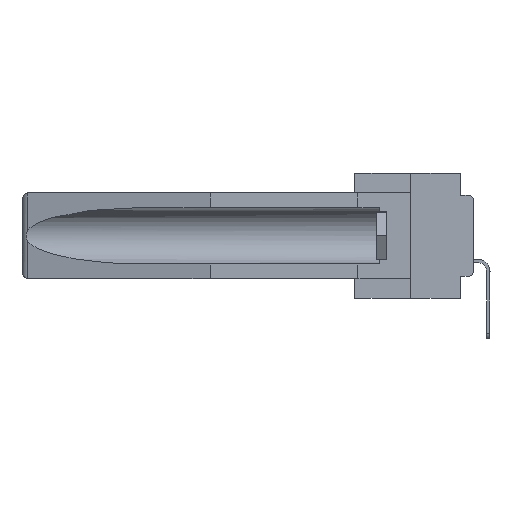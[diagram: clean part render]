
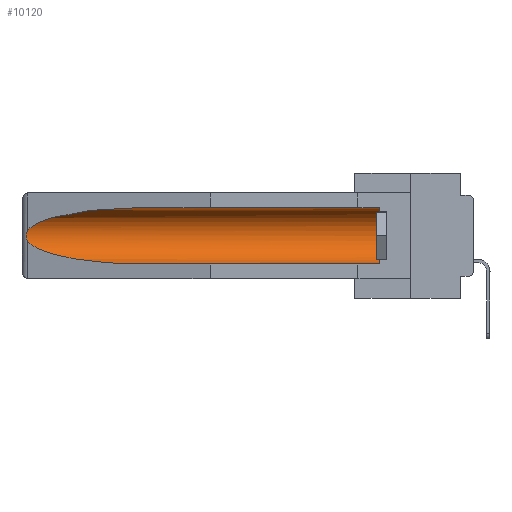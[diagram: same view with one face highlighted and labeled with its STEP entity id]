
A CAD part, left-side view. The second image highlights one B-rep face of the part: STEP entity #10120.
In plain terms, the highlighted cylindrical face has radius 2.857 mm (diameter 5.715 mm), a partial arc.
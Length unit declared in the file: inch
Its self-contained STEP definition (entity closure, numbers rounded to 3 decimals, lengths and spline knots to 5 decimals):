
#87 = VERTEX_POINT ( 'NONE', #23071 ) ;
#1153 = AXIS2_PLACEMENT_3D ( 'NONE', #9359, #20502, #9921 ) ;
#1229 = CARTESIAN_POINT ( 'NONE',  ( 0.155, 1.07973, -0.059 ) ) ;
#1439 = LINE ( 'NONE', #3788, #12560 ) ;
#1644 = CARTESIAN_POINT ( 'NONE',  ( 0.2673, 1.5327, -0.16383 ) ) ;
#1715 = DIRECTION ( 'NONE',  ( 0., 1., 0. ) ) ;
#1748 = CARTESIAN_POINT ( 'NONE',  ( 0.155, -0.30754, -0.1715 ) ) ;
#1930 = EDGE_CURVE ( 'NONE', #15201, #16777, #17274, .T. ) ;
#2510 = CARTESIAN_POINT ( 'NONE',  ( 0.155, 1.07973, -0.284 ) ) ;
#3200 = VERTEX_POINT ( 'NONE', #27739 ) ;
#3788 = CARTESIAN_POINT ( 'NONE',  ( 0.155, -0.30754, -0.284 ) ) ;
#3935 = FACE_OUTER_BOUND ( 'NONE', #10445, .T. ) ;
#4105 = CARTESIAN_POINT ( 'NONE',  ( 0.155, 1.07973, -0.284 ) ) ;
#4143 = ORIENTED_EDGE ( 'NONE', *, *, #1930, .T. ) ;
#4231 = EDGE_CURVE ( 'NONE', #87, #14140, #18214, .T. ) ;
#4283 = CARTESIAN_POINT ( 'NONE',  ( 0.2675, 1.53308, -0.17534 ) ) ;
#4768 = ORIENTED_EDGE ( 'NONE', *, *, #21723, .T. ) ;
#6460 = CARTESIAN_POINT ( 'NONE',  ( 0.21114, 1.30732, -0.284 ) ) ;
#6642 = CARTESIAN_POINT ( 'NONE',  ( 0.26597, 1.52961, -0.15275 ) ) ;
#6867 = ORIENTED_EDGE ( 'NONE', *, *, #26491, .T. ) ;
#8431 = CARTESIAN_POINT ( 'NONE',  ( 0.26597, 1.5296, -0.19026 ) ) ;
#8453 = CARTESIAN_POINT ( 'NONE',  ( 0.26537, 1.52718, -0.14972 ) ) ;
#8551 = CARTESIAN_POINT ( 'NONE',  ( 0.2675, 1.53308, -0.16763 ) ) ;
#9359 = CARTESIAN_POINT ( 'NONE',  ( 0.155, 0.126, -0.1715 ) ) ;
#9743 = B_SPLINE_CURVE_WITH_KNOTS ( 'NONE', 3,
 ( #15151, #6642, #22074, #1644, #8551, #4283, #19722, #28545, #8431, #10465 ),
 .UNSPECIFIED., .F., .F.,
 ( 4, 2, 2, 2, 4 ),
 ( 0., 0.00029, 0.00058, 0.00087, 0.00117 ),
 .UNSPECIFIED. ) ;
#9921 = DIRECTION ( 'NONE',  ( 0., 0., 1. ) ) ;
#10120 = ADVANCED_FACE ( 'NONE', ( #3935 ), #17335, .F. ) ;
#10445 = EDGE_LOOP ( 'NONE', ( #4143, #4768, #21623, #26815, #6867, #23729 ) ) ;
#10465 = CARTESIAN_POINT ( 'NONE',  ( 0.26537, 1.52718, -0.19328 ) ) ;
#10715 = DIRECTION ( 'NONE',  ( 0., 1., 0. ) ) ;
#11739 = CARTESIAN_POINT ( 'NONE',  ( 0.155, -0.30754, -0.059 ) ) ;
#11834 = EDGE_CURVE ( 'NONE', #3200, #14140, #1439, .T. ) ;
#12560 = VECTOR ( 'NONE', #1715, 39.37008 ) ;
#13800 = CIRCLE ( 'NONE', #1153, 0.1125 ) ;
#14140 = VERTEX_POINT ( 'NONE', #2510 ) ;
#14211 = DIRECTION ( 'NONE',  ( 0., 1., 0. ) ) ;
#14796 = VECTOR ( 'NONE', #14211, 39.37008 ) ;
#15047 = CARTESIAN_POINT ( 'NONE',  ( 0.25451, 1.48313, -0.09465 ) ) ;
#15151 = CARTESIAN_POINT ( 'NONE',  ( 0.26537, 1.52718, -0.14972 ) ) ;
#15201 = VERTEX_POINT ( 'NONE', #1229 ) ;
#15642 = CARTESIAN_POINT ( 'NONE',  ( 0.155, 0.126, -0.059 ) ) ;
#16777 = VERTEX_POINT ( 'NONE', #20623 ) ;
#17274 =( BOUNDED_CURVE ( )  B_SPLINE_CURVE ( 3, ( #19313, #23568, #15047, #8453 ),
 .UNSPECIFIED., .F., .F. ) 
 B_SPLINE_CURVE_WITH_KNOTS ( ( 4, 4 ),
 ( 4.71239, 6.08839 ),
 .UNSPECIFIED. ) 
 CURVE ( )  GEOMETRIC_REPRESENTATION_ITEM ( )  RATIONAL_B_SPLINE_CURVE ( ( 1., 0.848, 0.848, 1. ) ) 
 REPRESENTATION_ITEM ( '' )  );
#17335 = CYLINDRICAL_SURFACE ( 'NONE', #25221, 0.1125 ) ;
#17468 = CARTESIAN_POINT ( 'NONE',  ( 0.26537, 1.52718, -0.19328 ) ) ;
#18214 =( BOUNDED_CURVE ( )  B_SPLINE_CURVE ( 3, ( #17468, #22040, #6460, #4105 ),
 .UNSPECIFIED., .F., .F. ) 
 B_SPLINE_CURVE_WITH_KNOTS ( ( 4, 4 ),
 ( 0.1948, 1.5708 ),
 .UNSPECIFIED. ) 
 CURVE ( )  GEOMETRIC_REPRESENTATION_ITEM ( )  RATIONAL_B_SPLINE_CURVE ( ( 1., 0.848, 0.848, 1. ) ) 
 REPRESENTATION_ITEM ( '' )  );
#18473 = LINE ( 'NONE', #11739, #14796 ) ;
#18474 = VERTEX_POINT ( 'NONE', #15642 ) ;
#19313 = CARTESIAN_POINT ( 'NONE',  ( 0.155, 1.07973, -0.059 ) ) ;
#19722 = CARTESIAN_POINT ( 'NONE',  ( 0.2673, 1.53269, -0.17917 ) ) ;
#20502 = DIRECTION ( 'NONE',  ( 0., -1., 0. ) ) ;
#20623 = CARTESIAN_POINT ( 'NONE',  ( 0.26537, 1.52718, -0.14972 ) ) ;
#21623 = ORIENTED_EDGE ( 'NONE', *, *, #4231, .T. ) ;
#21723 = EDGE_CURVE ( 'NONE', #16777, #87, #9743, .T. ) ;
#22040 = CARTESIAN_POINT ( 'NONE',  ( 0.25451, 1.48313, -0.24835 ) ) ;
#22074 = CARTESIAN_POINT ( 'NONE',  ( 0.26654, 1.53092, -0.15636 ) ) ;
#23071 = CARTESIAN_POINT ( 'NONE',  ( 0.26537, 1.52718, -0.19328 ) ) ;
#23568 = CARTESIAN_POINT ( 'NONE',  ( 0.21114, 1.30732, -0.059 ) ) ;
#23729 = ORIENTED_EDGE ( 'NONE', *, *, #27350, .T. ) ;
#25221 = AXIS2_PLACEMENT_3D ( 'NONE', #1748, #10715, #28631 ) ;
#26491 = EDGE_CURVE ( 'NONE', #3200, #18474, #13800, .T. ) ;
#26815 = ORIENTED_EDGE ( 'NONE', *, *, #11834, .F. ) ;
#27350 = EDGE_CURVE ( 'NONE', #18474, #15201, #18473, .T. ) ;
#27739 = CARTESIAN_POINT ( 'NONE',  ( 0.155, 0.126, -0.284 ) ) ;
#28545 = CARTESIAN_POINT ( 'NONE',  ( 0.26655, 1.53094, -0.18657 ) ) ;
#28631 = DIRECTION ( 'NONE',  ( 0., 0., 1. ) ) ;
